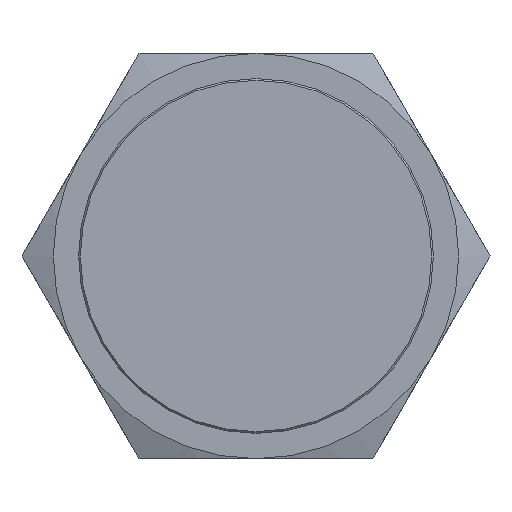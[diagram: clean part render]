
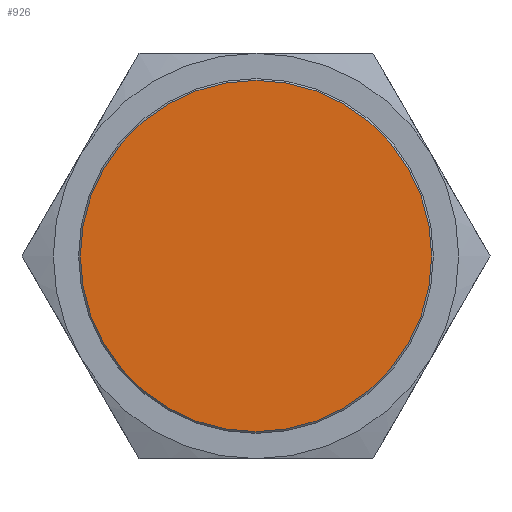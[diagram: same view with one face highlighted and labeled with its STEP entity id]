
A CAD part, front view. The second image highlights one B-rep face of the part: STEP entity #926.
In plain terms, the highlighted planar face has unit normal (0, -1, 0).
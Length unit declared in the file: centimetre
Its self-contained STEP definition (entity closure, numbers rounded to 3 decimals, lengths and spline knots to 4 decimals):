
#184=FACE_OUTER_BOUND('',#244,.T.);
#244=EDGE_LOOP('',(#584));
#320=CIRCLE('',#989,1.95);
#370=VERTEX_POINT('',#1364);
#456=EDGE_CURVE('',#370,#370,#320,.T.);
#584=ORIENTED_EDGE('',*,*,#456,.F.);
#840=PLANE('',#988);
#926=ADVANCED_FACE('',(#184),#840,.F.);
#988=AXIS2_PLACEMENT_3D('',#1363,#1100,#1101);
#989=AXIS2_PLACEMENT_3D('',#1365,#1102,#1103);
#1100=DIRECTION('center_axis',(0.,1.,0.));
#1101=DIRECTION('ref_axis',(0.,0.,1.));
#1102=DIRECTION('center_axis',(0.,1.,0.));
#1103=DIRECTION('ref_axis',(1.,0.,0.));
#1363=CARTESIAN_POINT('Origin',(1.6166,0.28,1.4));
#1364=CARTESIAN_POINT('',(-0.3334,0.28,1.4));
#1365=CARTESIAN_POINT('Origin',(1.6166,0.28,1.4));
